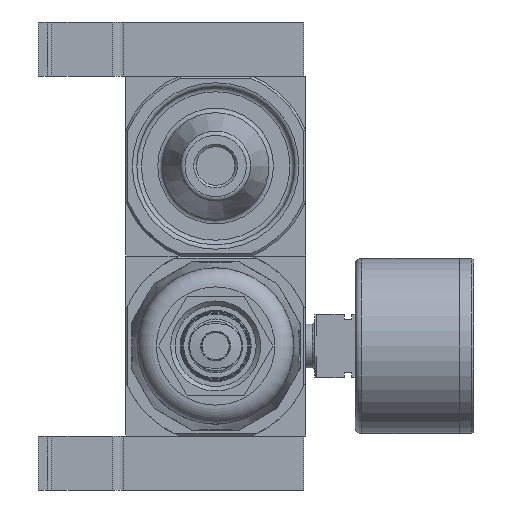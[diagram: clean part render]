
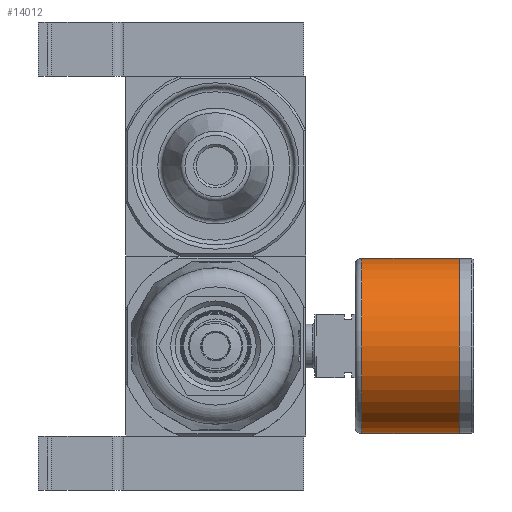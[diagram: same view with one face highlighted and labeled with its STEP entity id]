
A CAD part, front view. The second image highlights one B-rep face of the part: STEP entity #14012.
In plain terms, the highlighted cylindrical face has radius 19.5 mm (diameter 39 mm), a full revolution.
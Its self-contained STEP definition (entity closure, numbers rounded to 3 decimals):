
#670=CYLINDRICAL_SURFACE('',#19919,19.5);
#1550=CIRCLE('',#19918,19.5);
#1551=CIRCLE('',#19920,19.5);
#5246=ORIENTED_EDGE('',*,*,#7317,.F.);
#5247=ORIENTED_EDGE('',*,*,#7318,.T.);
#7317=EDGE_CURVE('',#8699,#8699,#1550,.T.);
#7318=EDGE_CURVE('',#8700,#8700,#1551,.T.);
#8699=VERTEX_POINT('',#29052);
#8700=VERTEX_POINT('',#29055);
#11560=EDGE_LOOP('',(#5246));
#11561=EDGE_LOOP('',(#5247));
#12701=FACE_BOUND('',#11560,.T.);
#12702=FACE_BOUND('',#11561,.T.);
#14012=ADVANCED_FACE('',(#12701,#12702),#670,.T.);
#19918=AXIS2_PLACEMENT_3D('',#29051,#24068,#24069);
#19919=AXIS2_PLACEMENT_3D('',#29053,#24070,#24071);
#19920=AXIS2_PLACEMENT_3D('',#29054,#24072,#24073);
#24068=DIRECTION('',(1.,0.,0.));
#24069=DIRECTION('',(0.,0.,-1.));
#24070=DIRECTION('',(1.,0.,0.));
#24071=DIRECTION('',(0.,0.,-1.));
#24072=DIRECTION('',(1.,0.,0.));
#24073=DIRECTION('',(0.,0.,-1.));
#29051=CARTESIAN_POINT('',(-3.2,0.,0.));
#29052=CARTESIAN_POINT('',(-3.2,0.,-19.5));
#29053=CARTESIAN_POINT('',(0.,0.,0.));
#29054=CARTESIAN_POINT('',(-24.85,0.,0.));
#29055=CARTESIAN_POINT('',(-24.85,0.,-19.5));
